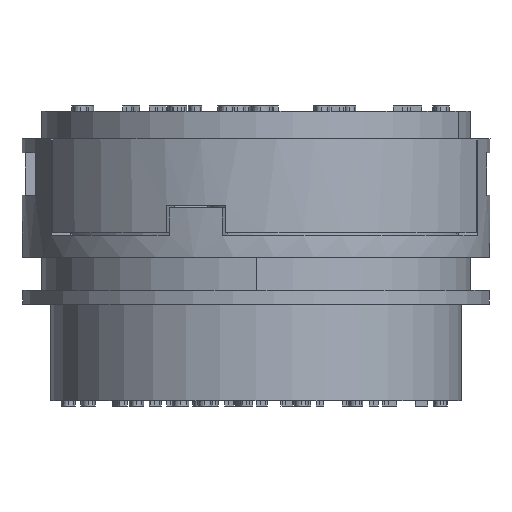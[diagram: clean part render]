
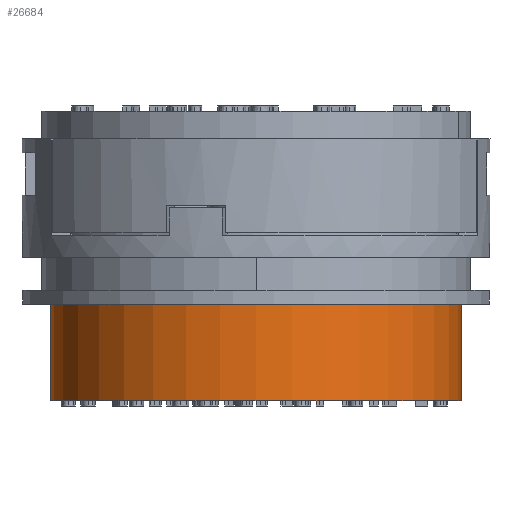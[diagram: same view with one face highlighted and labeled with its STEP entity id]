
A CAD part, front view. The second image highlights one B-rep face of the part: STEP entity #26684.
In plain terms, the highlighted cylindrical face has radius 7.45 mm (diameter 14.9 mm), a partial arc.
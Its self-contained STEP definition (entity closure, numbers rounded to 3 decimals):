
#3358=CARTESIAN_POINT('',(0.,0.,-6.1));
#3359=DIRECTION('',(0.,0.,-1.));
#3360=DIRECTION('',(1.,0.,0.));
#3361=AXIS2_PLACEMENT_3D('',#3358,#3359,#3360);
#5194=DIRECTION('',(0.,0.,1.));
#5195=VECTOR('',#5194,3.5);
#5196=CARTESIAN_POINT('',(-7.45,0.,-6.1));
#5197=LINE('',#5196,#5195);
#5198=DIRECTION('',(0.,0.,1.));
#5199=VECTOR('',#5198,3.5);
#5200=CARTESIAN_POINT('',(7.45,0.,-6.1));
#5201=LINE('',#5200,#5199);
#5254=CARTESIAN_POINT('',(0.,0.,-2.6));
#5255=DIRECTION('',(0.,0.,1.));
#5256=DIRECTION('',(-1.,0.,0.));
#5257=AXIS2_PLACEMENT_3D('',#5254,#5255,#5256);
#20737=CARTESIAN_POINT('',(-7.45,0.,-2.6));
#20738=CARTESIAN_POINT('',(7.45,0.,-2.6));
#20739=VERTEX_POINT('',#20737);
#20740=VERTEX_POINT('',#20738);
#20741=CARTESIAN_POINT('',(7.45,0.,-6.1));
#20742=CARTESIAN_POINT('',(-7.45,0.,-6.1));
#20743=VERTEX_POINT('',#20741);
#20744=VERTEX_POINT('',#20742);
#26670=CARTESIAN_POINT('',(0.,0.,-6.1));
#26671=DIRECTION('',(0.,0.,-1.));
#26672=DIRECTION('',(-1.,0.,0.));
#26673=AXIS2_PLACEMENT_3D('',#26670,#26671,#26672);
#26674=CYLINDRICAL_SURFACE('',#26673,7.45);
#26675=ORIENTED_EDGE('',*,*,#25789,.T.);
#26677=ORIENTED_EDGE('',*,*,#26676,.T.);
#26679=ORIENTED_EDGE('',*,*,#26678,.T.);
#26681=ORIENTED_EDGE('',*,*,#26680,.F.);
#26682=EDGE_LOOP('',(#26675,#26677,#26679,#26681));
#26683=FACE_OUTER_BOUND('',#26682,.F.);
#3362=CIRCLE('',#3361,7.45);
#5258=CIRCLE('',#5257,7.45);
#25789=EDGE_CURVE('',#20743,#20744,#3362,.T.);
#26676=EDGE_CURVE('',#20744,#20739,#5197,.T.);
#26678=EDGE_CURVE('',#20739,#20740,#5258,.T.);
#26680=EDGE_CURVE('',#20743,#20740,#5201,.T.);
#26684=ADVANCED_FACE('',(#26683),#26674,.T.);
